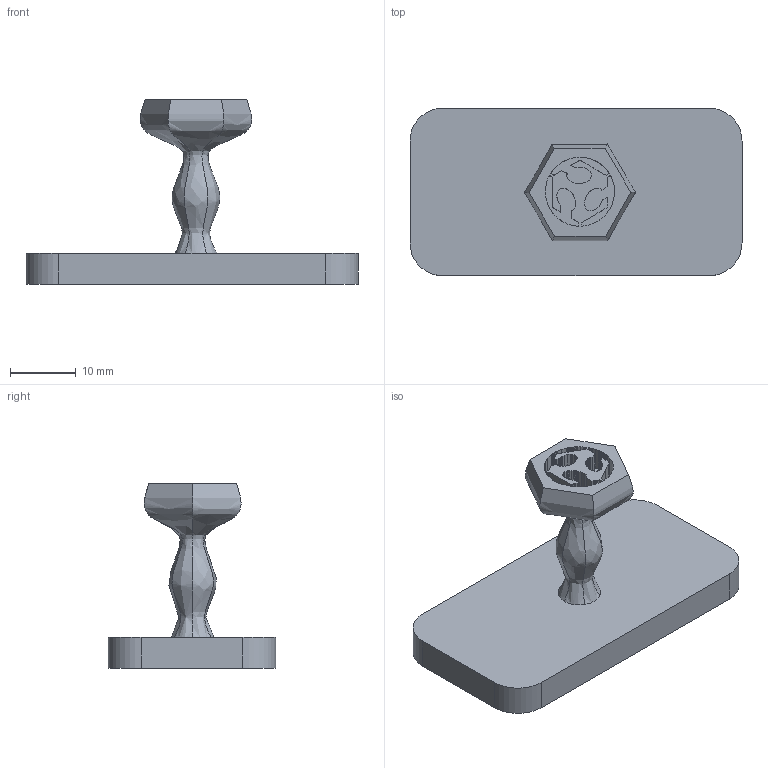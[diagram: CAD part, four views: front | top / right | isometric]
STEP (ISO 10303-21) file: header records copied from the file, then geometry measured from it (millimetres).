
FILE_DESCRIPTION( ( '' ), ' ' );
FILE_NAME( '5eb444cbad10cc1629adf48d.step', '2020-05-07T17:26:37', ( '' ), ( '' ), ' ', ' ', ' ' );
FILE_SCHEMA( ( 'AUTOMOTIVE_DESIGN { 1 0 10303 214 1 1 1 1 }' ) );
Length unit declared in the file: metre
Products named in the file (1): Part 1
Bounding box: 50.5 x 25.5 x 28.1 mm (x, y, z)
Volume: 5012.7 mm3; surface area: 5497.3 mm2
Topology: 1 solids, 1 shells, 1119 faces, 3201 edges, 2134 vertices
Faces by surface type: plane 740, extrusion 365, cylinder 8, bspline 6
Entity records: 46043 total; most frequent: CARTESIAN_POINT 9281, ORIENTED_EDGE 6402, DIRECTION 4338, EDGE_CURVE 3201, VECTOR 2808, LINE 2443, VERTEX_POINT 2134, EDGE_LOOP 1169
